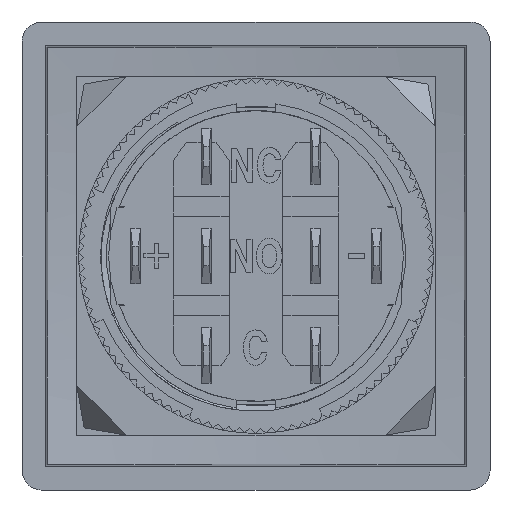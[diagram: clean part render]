
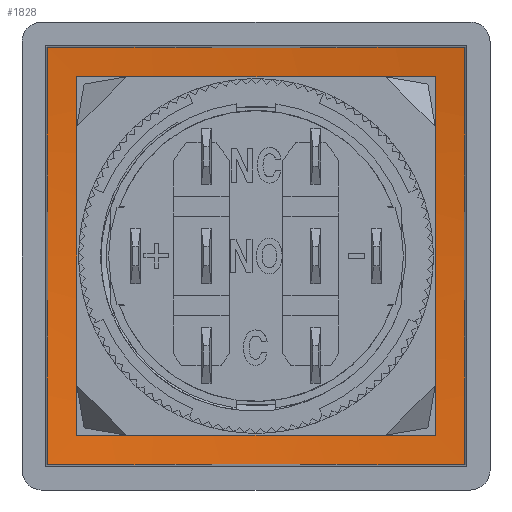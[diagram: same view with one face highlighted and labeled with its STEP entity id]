
A CAD part, front view. The second image highlights one B-rep face of the part: STEP entity #1828.
In plain terms, the highlighted spherical face has radius 98.8 mm.
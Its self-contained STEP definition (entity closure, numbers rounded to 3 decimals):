
#1828 = ADVANCED_FACE( '', ( #4154, #4155 ), #4156, .F. );
#4154 = FACE_OUTER_BOUND( '', #9226, .T. );
#4155 = FACE_OUTER_BOUND( '', #9227, .T. );
#4156 = SPHERICAL_SURFACE( '', #9228, 98.8 );
#9226 = EDGE_LOOP( '', ( #15986, #15987, #15988, #15989 ) );
#9227 = EDGE_LOOP( '', ( #15990, #15991, #15992, #15993 ) );
#9228 = AXIS2_PLACEMENT_3D( '', #15994, #15995, #15996 );
#15986 = ORIENTED_EDGE( '', *, *, #21000, .F. );
#15987 = ORIENTED_EDGE( '', *, *, #21591, .F. );
#15988 = ORIENTED_EDGE( '', *, *, #21821, .F. );
#15989 = ORIENTED_EDGE( '', *, *, #22603, .F. );
#15990 = ORIENTED_EDGE( '', *, *, #21563, .T. );
#15991 = ORIENTED_EDGE( '', *, *, #23167, .T. );
#15992 = ORIENTED_EDGE( '', *, *, #23090, .T. );
#15993 = ORIENTED_EDGE( '', *, *, #20802, .T. );
#15994 = CARTESIAN_POINT( '', ( 0., -66.4, 0. ) );
#15995 = DIRECTION( '', ( 0., -1., 0. ) );
#15996 = DIRECTION( '', ( 1., 0., 0. ) );
#20802 = EDGE_CURVE( '', #24495, #24496, #24497, .F. );
#21000 = EDGE_CURVE( '', #24857, #24859, #24860, .T. );
#21563 = EDGE_CURVE( '', #24496, #25856, #25857, .F. );
#21591 = EDGE_CURVE( '', #25901, #24857, #25903, .T. );
#21821 = EDGE_CURVE( '', #26281, #25901, #26283, .T. );
#22603 = EDGE_CURVE( '', #24859, #26281, #27507, .T. );
#23090 = EDGE_CURVE( '', #28241, #24495, #28242, .F. );
#23167 = EDGE_CURVE( '', #25856, #28241, #28349, .F. );
#24495 = VERTEX_POINT( '', #29990 );
#24496 = VERTEX_POINT( '', #29991 );
#24497 = CIRCLE( '', #29992, 97.563 );
#24857 = VERTEX_POINT( '', #30569 );
#24859 = VERTEX_POINT( '', #30572 );
#24860 = CIRCLE( '', #30573, 98.507 );
#25856 = VERTEX_POINT( '', #32274 );
#25857 = CIRCLE( '', #32275, 97.563 );
#25901 = VERTEX_POINT( '', #32337 );
#25903 = CIRCLE( '', #32340, 98.507 );
#26281 = VERTEX_POINT( '', #33732 );
#26283 = CIRCLE( '', #33735, 98.507 );
#27507 = CIRCLE( '', #36345, 98.507 );
#28241 = VERTEX_POINT( '', #37519 );
#28242 = CIRCLE( '', #37520, 97.563 );
#28349 = CIRCLE( '', #37701, 97.563 );
#29990 = CARTESIAN_POINT( '', ( -10.489, 31.28, 10.489 ) );
#29991 = CARTESIAN_POINT( '', ( -10.489, 31.28, -10.489 ) );
#29992 = AXIS2_PLACEMENT_3D( '', #39918, #39919, #39920 );
#30569 = CARTESIAN_POINT( '', ( 7.6, 31.814, -7.6 ) );
#30572 = CARTESIAN_POINT( '', ( 7.6, 31.814, 7.6 ) );
#30573 = AXIS2_PLACEMENT_3D( '', #40094, #40095, #40096 );
#32274 = CARTESIAN_POINT( '', ( 10.489, 31.28, -10.489 ) );
#32275 = AXIS2_PLACEMENT_3D( '', #40672, #40673, #40674 );
#32337 = CARTESIAN_POINT( '', ( -7.6, 31.814, -7.6 ) );
#32340 = AXIS2_PLACEMENT_3D( '', #40700, #40701, #40702 );
#33732 = CARTESIAN_POINT( '', ( -7.6, 31.814, 7.6 ) );
#33735 = AXIS2_PLACEMENT_3D( '', #40821, #40822, #40823 );
#36345 = AXIS2_PLACEMENT_3D( '', #41484, #41485, #41486 );
#37519 = CARTESIAN_POINT( '', ( 10.489, 31.28, 10.489 ) );
#37520 = AXIS2_PLACEMENT_3D( '', #42087, #42088, #42089 );
#37701 = AXIS2_PLACEMENT_3D( '', #42143, #42144, #42145 );
#39918 = CARTESIAN_POINT( '', ( -15.565, -65.584, 0. ) );
#39919 = DIRECTION( '', ( 0.999, -0.052, 0. ) );
#39920 = DIRECTION( '', ( 0.052, 0.999, 0. ) );
#40094 = CARTESIAN_POINT( '', ( 7.6, -66.4, 0. ) );
#40095 = DIRECTION( '', ( 1., 0., 0. ) );
#40096 = DIRECTION( '', ( 0., 1., 0. ) );
#40672 = CARTESIAN_POINT( '', ( 0., -65.584, -15.565 ) );
#40673 = DIRECTION( '', ( 0., -0.052, 0.999 ) );
#40674 = DIRECTION( '', ( 0., 0.999, 0.052 ) );
#40700 = CARTESIAN_POINT( '', ( 0., -66.4, -7.6 ) );
#40701 = DIRECTION( '', ( 0., 0., -1. ) );
#40702 = DIRECTION( '', ( -1., 0., 0. ) );
#40821 = CARTESIAN_POINT( '', ( -7.6, -66.4, 0. ) );
#40822 = DIRECTION( '', ( -1., 0., 0. ) );
#40823 = DIRECTION( '', ( 0., -1., 0. ) );
#41484 = CARTESIAN_POINT( '', ( 0., -66.4, 7.6 ) );
#41485 = DIRECTION( '', ( 0., 0., 1. ) );
#41486 = DIRECTION( '', ( 0., 1., 0. ) );
#42087 = CARTESIAN_POINT( '', ( 0., -65.584, 15.565 ) );
#42088 = DIRECTION( '', ( 0., -0.052, -0.999 ) );
#42089 = DIRECTION( '', ( 0., -0.999, 0.052 ) );
#42143 = CARTESIAN_POINT( '', ( 15.565, -65.584, 0. ) );
#42144 = DIRECTION( '', ( -0.999, -0.052, 0. ) );
#42145 = DIRECTION( '', ( 0.052, -0.999, 0. ) );
